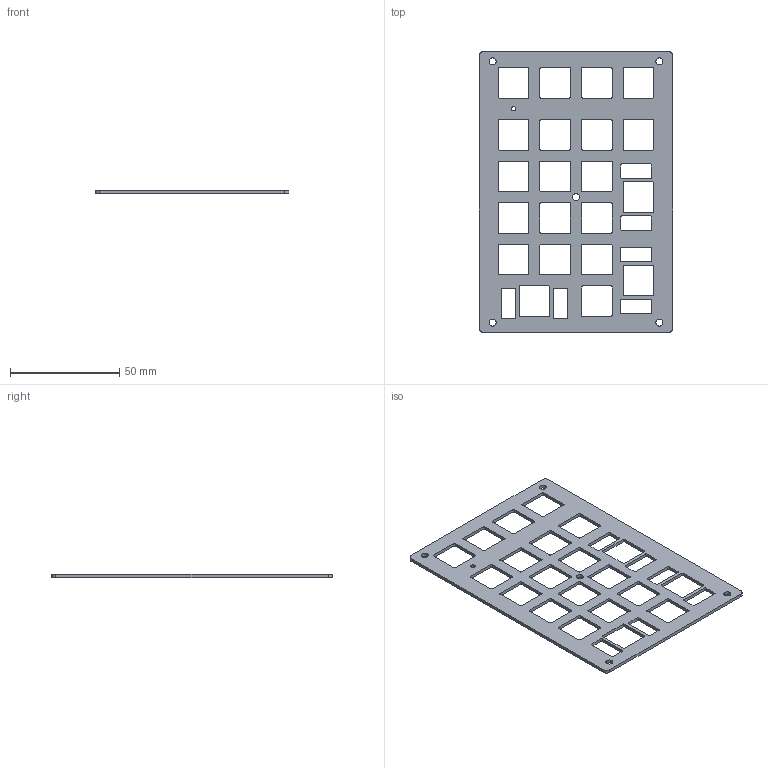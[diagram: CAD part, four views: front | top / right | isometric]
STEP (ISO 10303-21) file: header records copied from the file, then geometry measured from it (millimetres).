
FILE_DESCRIPTION(('KiCad electronic assembly'),'2;1');
FILE_NAME('DeltaForm_Top.step','2025-07-12T21:34:28',('Pcbnew'),('Kicad' ),'Open CASCADE STEP processor 7.8','KiCad to STEP converter', 'Unknown');
FILE_SCHEMA(('AUTOMOTIVE_DESIGN { 1 0 10303 214 1 1 1 1 }'));
Length unit declared in the file: millimetre
Products named in the file (2): DeltaForm_Top 1; DeltaForm_Top_PCB
Assembly tree (1 placements, depth 2):
  DeltaForm_Top 1
    DeltaForm_Top_PCB
Bounding box: 88.8 x 128.59 x 1.51 mm (x, y, z)
Volume: 10108.9 mm3; surface area: 16242.7 mm2
Topology: 1 solids, 1 shells, 232 faces, 690 edges, 460 vertices
Faces by surface type: cylinder 118, plane 114
Full cylindrical faces by diameter (mm): 2 x1, 3.2 x5
Entity records: 8019 total; most frequent: DIRECTION 1394, CARTESIAN_POINT 1384, ORIENTED_EDGE 1380, EDGE_CURVE 690, AXIS2_PLACEMENT_3D 470, VERTEX_POINT 460, LINE 454, VECTOR 454
